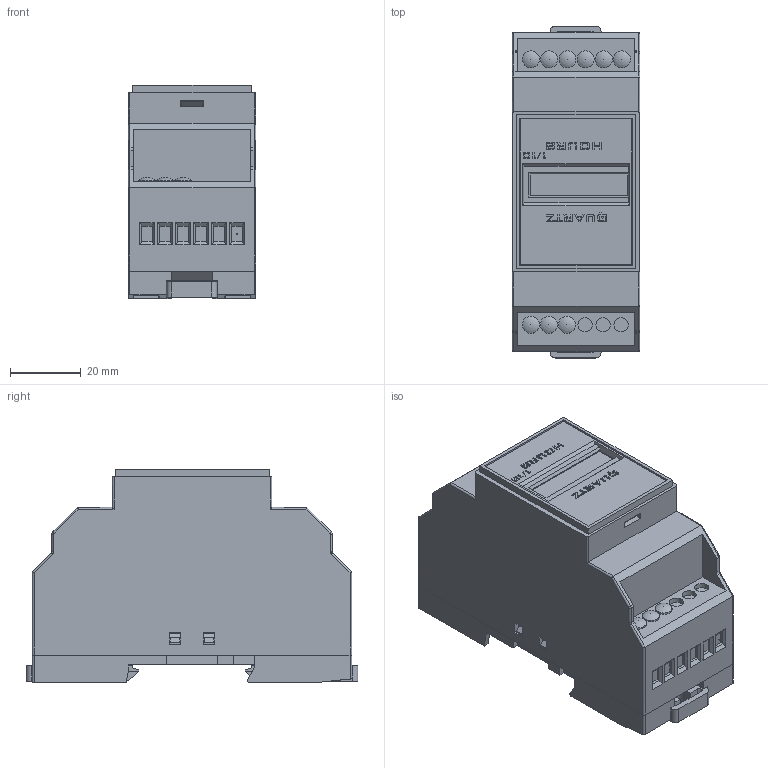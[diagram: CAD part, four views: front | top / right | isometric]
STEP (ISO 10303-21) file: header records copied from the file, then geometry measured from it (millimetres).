
FILE_DESCRIPTION( ( 'Unknown' ), '1' );
FILE_NAME( '30A6B1_30C3B1_30D1B1 2M HM-36 DIN MOUNT (22.08.23).stp', 'Unknown', ( 'Unknown' ), ( 'Unknown' ), 'PSStep 17.0.49', 'Unknown', ' ' );
FILE_SCHEMA( ( 'AUTOMOTIVE_DESIGN { 1 0 10303 214 1 1 1 1 }' ) );
Length unit declared in the file: millimetre
Products named in the file (24): Assem1; 2M HOUR METER LOGO; 1F1109_REV_02_DINRAIL_CLIP; 8F1908_8F1641_ REV_ 02_ ROUND PLUG; 30F1001_30F1003_REV_01_FRONT PLATE_2M_HOUR METER; Solid _8F1630_8F1652 & 8F1668_REV_05_HOUSING_ 2M; Solid_30F1601_30F1602_REV_02_BASE_2M HM 36; 30F1002_REV_01_FRONT GLASS_2M HOUR METER (DIGIT)
Assembly tree (32 placements, depth 2):
  Assem1
    2M HOUR METER LOGO
    2M HOUR METER LOGO
    2M HOUR METER LOGO
    2M HOUR METER LOGO
    2M HOUR METER LOGO
    2M HOUR METER LOGO
    2M HOUR METER LOGO
    2M HOUR METER LOGO
    2M HOUR METER LOGO
    2M HOUR METER LOGO
    2M HOUR METER LOGO
    2M HOUR METER LOGO
    2M HOUR METER LOGO
    2M HOUR METER LOGO
    2M HOUR METER LOGO
    1F1109_REV_02_DINRAIL_CLIP  x2
    8F1908_8F1641_ REV_ 02_ ROUND PLUG  x9
    30F1001_30F1003_REV_01_FRONT PLATE_2M_HOUR METER
    Solid _8F1630_8F1652 & 8F1668_REV_05_HOUSING_ 2M
    Solid _8F1630_8F1652 & 8F1668_REV_05_HOUSING_ 2M
    Solid _8F1630_8F1652 & 8F1668_REV_05_HOUSING_ 2M
    Solid_30F1601_30F1602_REV_02_BASE_2M HM 36
    30F1002_REV_01_FRONT GLASS_2M HOUR METER (DIGIT)
Bounding box: 36 x 93.55 x 60.05 mm (x, y, z)
Volume: 132727.5 mm3; surface area: 42984.9 mm2
Topology: 32 solids, 32 shells, 1146 faces, 2964 edges, 1922 vertices
Faces by surface type: plane 883, cylinder 174, cone 36, extrusion 24, bspline 16, sphere 9, torus 4
Full cylindrical faces by diameter (mm): 0.1 x2, 0.2 x1, 1.9 x2, 2.8 x9, 4 x21, 4.8 x9
Entity records: 36113 total; most frequent: CARTESIAN_POINT 7731, ORIENTED_EDGE 4376, DIRECTION 4048, EDGE_CURVE 2188, VECTOR 1886, LINE 1862, VERTEX_POINT 1439, AXIS2_PLACEMENT_3D 1081
